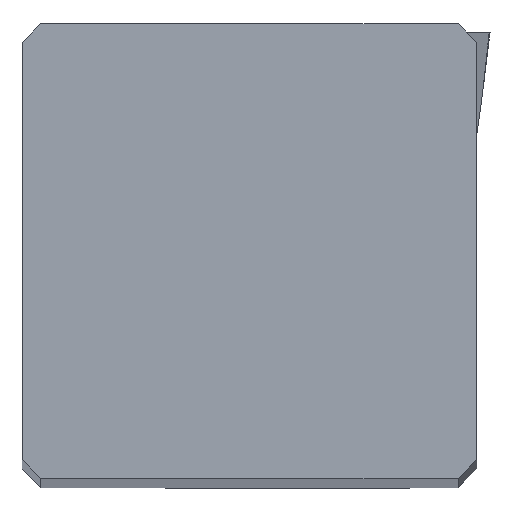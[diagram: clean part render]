
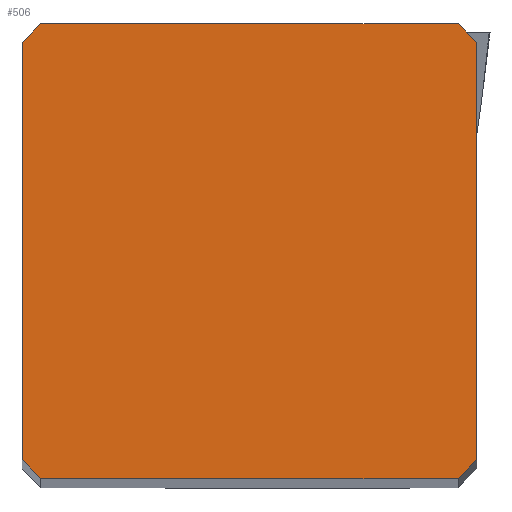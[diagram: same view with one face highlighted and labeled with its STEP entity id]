
A CAD part, top view. The second image highlights one B-rep face of the part: STEP entity #506.
In plain terms, the highlighted planar face has unit normal (0, 0, 1).
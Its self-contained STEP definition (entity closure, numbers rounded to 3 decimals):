
#439=FACE_OUTER_BOUND('',#616,.T.);
#506=ADVANCED_FACE('',(#439),#565,.T.);
#565=PLANE('',#1835);
#616=EDGE_LOOP('',(#767,#768,#769,#770,#771,#772,#773,#774));
#767=ORIENTED_EDGE('',*,*,#1217,.F.);
#768=ORIENTED_EDGE('',*,*,#1218,.F.);
#769=ORIENTED_EDGE('',*,*,#1202,.T.);
#770=ORIENTED_EDGE('',*,*,#1216,.F.);
#771=ORIENTED_EDGE('',*,*,#1219,.T.);
#772=ORIENTED_EDGE('',*,*,#1220,.F.);
#773=ORIENTED_EDGE('',*,*,#1221,.F.);
#774=ORIENTED_EDGE('',*,*,#1222,.F.);
#1064=VERTEX_POINT('',#2439);
#1066=VERTEX_POINT('',#2442);
#1077=VERTEX_POINT('',#2468);
#1078=VERTEX_POINT('',#2472);
#1079=VERTEX_POINT('',#2473);
#1080=VERTEX_POINT('',#2476);
#1081=VERTEX_POINT('',#2478);
#1082=VERTEX_POINT('',#2480);
#1202=EDGE_CURVE('',#1066,#1064,#1490,.T.);
#1216=EDGE_CURVE('',#1077,#1064,#1501,.T.);
#1217=EDGE_CURVE('',#1078,#1079,#1502,.T.);
#1218=EDGE_CURVE('',#1066,#1078,#1503,.T.);
#1219=EDGE_CURVE('',#1077,#1080,#1504,.T.);
#1220=EDGE_CURVE('',#1081,#1080,#1505,.T.);
#1221=EDGE_CURVE('',#1082,#1081,#1506,.T.);
#1222=EDGE_CURVE('',#1079,#1082,#1507,.T.);
#1490=LINE('',#2441,#1597);
#1501=LINE('',#2469,#1608);
#1502=LINE('',#2471,#1609);
#1503=LINE('',#2474,#1610);
#1504=LINE('',#2475,#1611);
#1505=LINE('',#2477,#1612);
#1506=LINE('',#2479,#1613);
#1507=LINE('',#2481,#1614);
#1597=VECTOR('',#2055,1.);
#1608=VECTOR('',#2076,1.);
#1609=VECTOR('',#2079,1.);
#1610=VECTOR('',#2080,1.);
#1611=VECTOR('',#2081,1.);
#1612=VECTOR('',#2082,1.);
#1613=VECTOR('',#2083,1.);
#1614=VECTOR('',#2084,1.);
#1835=AXIS2_PLACEMENT_3D('',#2482,#2085,#2086);
#2055=DIRECTION('',(1.,0.,0.));
#2076=DIRECTION('',(-0.707,-0.707,0.));
#2079=DIRECTION('',(0.,1.,0.));
#2080=DIRECTION('',(-0.707,0.707,0.));
#2081=DIRECTION('',(0.,1.,0.));
#2082=DIRECTION('',(0.707,-0.707,0.));
#2083=DIRECTION('',(1.,0.,0.));
#2084=DIRECTION('',(0.707,0.707,0.));
#2085=DIRECTION('',(0.,0.,1.));
#2086=DIRECTION('',(-1.,0.,0.));
#2439=CARTESIAN_POINT('',(11.5,0.,0.));
#2441=CARTESIAN_POINT('',(0.5,0.,0.));
#2442=CARTESIAN_POINT('',(0.5,0.,0.));
#2468=CARTESIAN_POINT('',(12.,0.5,0.));
#2469=CARTESIAN_POINT('',(12.,0.5,0.));
#2471=CARTESIAN_POINT('',(0.,0.5,0.));
#2472=CARTESIAN_POINT('',(0.,0.5,0.));
#2473=CARTESIAN_POINT('',(0.,11.5,0.));
#2474=CARTESIAN_POINT('',(0.5,0.,0.));
#2475=CARTESIAN_POINT('',(12.,0.5,0.));
#2476=CARTESIAN_POINT('',(12.,11.5,0.));
#2477=CARTESIAN_POINT('',(11.5,12.,0.));
#2478=CARTESIAN_POINT('',(11.5,12.,0.));
#2479=CARTESIAN_POINT('',(0.5,12.,0.));
#2480=CARTESIAN_POINT('',(0.5,12.,0.));
#2481=CARTESIAN_POINT('',(0.,11.5,0.));
#2482=CARTESIAN_POINT('',(6.,6.,0.));
